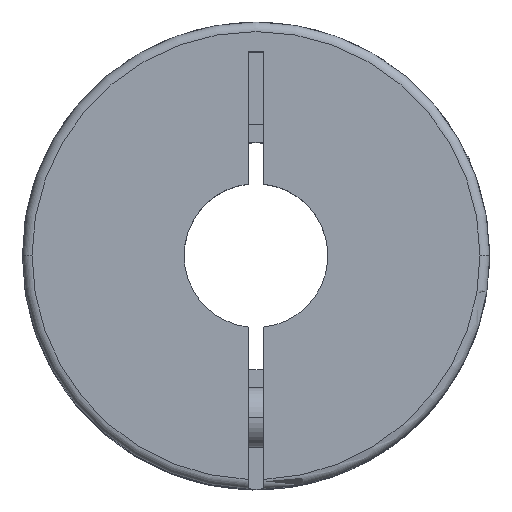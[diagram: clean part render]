
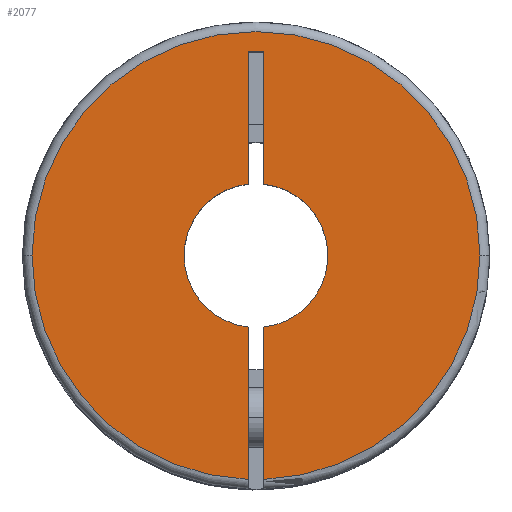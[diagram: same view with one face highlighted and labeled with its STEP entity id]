
A CAD part, top view. The second image highlights one B-rep face of the part: STEP entity #2077.
In plain terms, the highlighted planar face has unit normal (0, 0, 1).
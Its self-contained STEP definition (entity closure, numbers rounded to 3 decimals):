
#17 = EDGE_CURVE ( 'NONE', #429, #1332, #1566, .T. ) ;
#22 = DIRECTION ( 'NONE',  ( -1., 0., 0. ) ) ;
#97 = AXIS2_PLACEMENT_3D ( 'NONE', #2887, #984, #2831 ) ;
#98 = CARTESIAN_POINT ( 'NONE',  ( -0.65, -18.689, 0. ) ) ;
#119 = AXIS2_PLACEMENT_3D ( 'NONE', #3866, #1986, #2924 ) ;
#128 = VERTEX_POINT ( 'NONE', #2159 ) ;
#159 = VECTOR ( 'NONE', #2587, 1000. ) ;
#296 = VERTEX_POINT ( 'NONE', #2814 ) ;
#346 = DIRECTION ( 'NONE',  ( 0., 0., -1. ) ) ;
#347 = CIRCLE ( 'NONE', #736, 6. ) ;
#375 = CARTESIAN_POINT ( 'NONE',  ( 0.65, -19.5, 0. ) ) ;
#429 = VERTEX_POINT ( 'NONE', #1692 ) ;
#438 = CIRCLE ( 'NONE', #3218, 18.7 ) ;
#594 = VERTEX_POINT ( 'NONE', #3350 ) ;
#623 = AXIS2_PLACEMENT_3D ( 'NONE', #3564, #738, #1690 ) ;
#627 = PLANE ( 'NONE',  #119 ) ;
#644 = VECTOR ( 'NONE', #1190, 1000. ) ;
#670 = CARTESIAN_POINT ( 'NONE',  ( -0.65, 17., 0. ) ) ;
#706 = ORIENTED_EDGE ( 'NONE', *, *, #3496, .F. ) ;
#736 = AXIS2_PLACEMENT_3D ( 'NONE', #2892, #2979, #3909 ) ;
#738 = DIRECTION ( 'NONE',  ( 0., 0., -1. ) ) ;
#763 = CARTESIAN_POINT ( 'NONE',  ( -0.65, 5.965, 0. ) ) ;
#814 = ORIENTED_EDGE ( 'NONE', *, *, #3050, .F. ) ;
#831 = DIRECTION ( 'NONE',  ( 0., 0., -1. ) ) ;
#905 = EDGE_CURVE ( 'NONE', #296, #128, #3667, .T. ) ;
#984 = DIRECTION ( 'NONE',  ( 0., 0., -1. ) ) ;
#1178 = VECTOR ( 'NONE', #3345, 1000. ) ;
#1179 = CARTESIAN_POINT ( 'NONE',  ( 18.7, 0., 0. ) ) ;
#1190 = DIRECTION ( 'NONE',  ( 0., -1., 0. ) ) ;
#1241 = DIRECTION ( 'NONE',  ( 0., -1., 0. ) ) ;
#1332 = VERTEX_POINT ( 'NONE', #763 ) ;
#1340 = LINE ( 'NONE', #375, #159 ) ;
#1348 = CARTESIAN_POINT ( 'NONE',  ( -18.7, 0., 0. ) ) ;
#1394 = ORIENTED_EDGE ( 'NONE', *, *, #3340, .T. ) ;
#1460 = ORIENTED_EDGE ( 'NONE', *, *, #3956, .F. ) ;
#1504 = CARTESIAN_POINT ( 'NONE',  ( 0.65, 17., 0. ) ) ;
#1531 = CARTESIAN_POINT ( 'NONE',  ( -0.65, 17., 0. ) ) ;
#1566 = CIRCLE ( 'NONE', #1949, 6. ) ;
#1581 = DIRECTION ( 'NONE',  ( -1., 0., 0. ) ) ;
#1640 = VERTEX_POINT ( 'NONE', #3854 ) ;
#1690 = DIRECTION ( 'NONE',  ( -1., 0., 0. ) ) ;
#1692 = CARTESIAN_POINT ( 'NONE',  ( -6., 0., 0. ) ) ;
#1738 = CARTESIAN_POINT ( 'NONE',  ( 0.65, -19.5, 0. ) ) ;
#1778 = ORIENTED_EDGE ( 'NONE', *, *, #2822, .T. ) ;
#1838 = CIRCLE ( 'NONE', #97, 18.7 ) ;
#1882 = LINE ( 'NONE', #670, #3939 ) ;
#1922 = DIRECTION ( 'NONE',  ( 0., 0., -1. ) ) ;
#1949 = AXIS2_PLACEMENT_3D ( 'NONE', #2541, #1922, #1581 ) ;
#1986 = DIRECTION ( 'NONE',  ( 0., 0., -1. ) ) ;
#2061 = ORIENTED_EDGE ( 'NONE', *, *, #17, .T. ) ;
#2077 = ADVANCED_FACE ( 'NONE', ( #3415 ), #627, .F. ) ;
#2138 = ORIENTED_EDGE ( 'NONE', *, *, #4013, .F. ) ;
#2159 = CARTESIAN_POINT ( 'NONE',  ( -0.65, 17., 0. ) ) ;
#2239 = CIRCLE ( 'NONE', #2759, 6. ) ;
#2269 = ORIENTED_EDGE ( 'NONE', *, *, #3786, .F. ) ;
#2308 = EDGE_LOOP ( 'NONE', ( #2269, #706, #1394, #2061, #1460, #3223, #2622, #1778, #814, #2138, #3711 ) ) ;
#2353 = VERTEX_POINT ( 'NONE', #3840 ) ;
#2402 = CARTESIAN_POINT ( 'NONE',  ( 0.65, -18.689, 0. ) ) ;
#2424 = VERTEX_POINT ( 'NONE', #1179 ) ;
#2482 = VERTEX_POINT ( 'NONE', #2402 ) ;
#2541 = CARTESIAN_POINT ( 'NONE',  ( 0., 0., 0. ) ) ;
#2587 = DIRECTION ( 'NONE',  ( 0., 1., 0. ) ) ;
#2622 = ORIENTED_EDGE ( 'NONE', *, *, #2803, .F. ) ;
#2706 = VERTEX_POINT ( 'NONE', #98 ) ;
#2722 = LINE ( 'NONE', #1738, #3988 ) ;
#2747 = VERTEX_POINT ( 'NONE', #1348 ) ;
#2759 = AXIS2_PLACEMENT_3D ( 'NONE', #3022, #831, #3659 ) ;
#2803 = EDGE_CURVE ( 'NONE', #2353, #296, #2722, .T. ) ;
#2814 = CARTESIAN_POINT ( 'NONE',  ( 0.65, 17., 0. ) ) ;
#2822 = EDGE_CURVE ( 'NONE', #2353, #1640, #2239, .T. ) ;
#2831 = DIRECTION ( 'NONE',  ( -1., 0., 0. ) ) ;
#2887 = CARTESIAN_POINT ( 'NONE',  ( 0., 0., 0. ) ) ;
#2892 = CARTESIAN_POINT ( 'NONE',  ( 0., 0., 0. ) ) ;
#2924 = DIRECTION ( 'NONE',  ( 0., -1., 0. ) ) ;
#2939 = EDGE_CURVE ( 'NONE', #2747, #2424, #1838, .T. ) ;
#2968 = CIRCLE ( 'NONE', #623, 18.7 ) ;
#2979 = DIRECTION ( 'NONE',  ( 0., 0., -1. ) ) ;
#3022 = CARTESIAN_POINT ( 'NONE',  ( 0., 0., 0. ) ) ;
#3033 = LINE ( 'NONE', #1531, #644 ) ;
#3050 = EDGE_CURVE ( 'NONE', #2482, #1640, #1340, .T. ) ;
#3128 = CARTESIAN_POINT ( 'NONE',  ( 0., 0., 0. ) ) ;
#3218 = AXIS2_PLACEMENT_3D ( 'NONE', #3128, #346, #22 ) ;
#3223 = ORIENTED_EDGE ( 'NONE', *, *, #905, .F. ) ;
#3337 = DIRECTION ( 'NONE',  ( 0., 1., 0. ) ) ;
#3340 = EDGE_CURVE ( 'NONE', #594, #429, #347, .T. ) ;
#3345 = DIRECTION ( 'NONE',  ( -1., 0., 0. ) ) ;
#3350 = CARTESIAN_POINT ( 'NONE',  ( -0.65, -5.965, 0. ) ) ;
#3415 = FACE_OUTER_BOUND ( 'NONE', #2308, .T. ) ;
#3496 = EDGE_CURVE ( 'NONE', #594, #2706, #3033, .T. ) ;
#3564 = CARTESIAN_POINT ( 'NONE',  ( 0., 0., 0. ) ) ;
#3659 = DIRECTION ( 'NONE',  ( -1., 0., 0. ) ) ;
#3667 = LINE ( 'NONE', #1504, #1178 ) ;
#3711 = ORIENTED_EDGE ( 'NONE', *, *, #2939, .F. ) ;
#3786 = EDGE_CURVE ( 'NONE', #2706, #2747, #2968, .T. ) ;
#3840 = CARTESIAN_POINT ( 'NONE',  ( 0.65, 5.965, 0. ) ) ;
#3854 = CARTESIAN_POINT ( 'NONE',  ( 0.65, -5.965, 0. ) ) ;
#3866 = CARTESIAN_POINT ( 'NONE',  ( 0., 0., 0. ) ) ;
#3909 = DIRECTION ( 'NONE',  ( -1., 0., 0. ) ) ;
#3939 = VECTOR ( 'NONE', #1241, 1000. ) ;
#3956 = EDGE_CURVE ( 'NONE', #128, #1332, #1882, .T. ) ;
#3988 = VECTOR ( 'NONE', #3337, 1000. ) ;
#4013 = EDGE_CURVE ( 'NONE', #2424, #2482, #438, .T. ) ;
